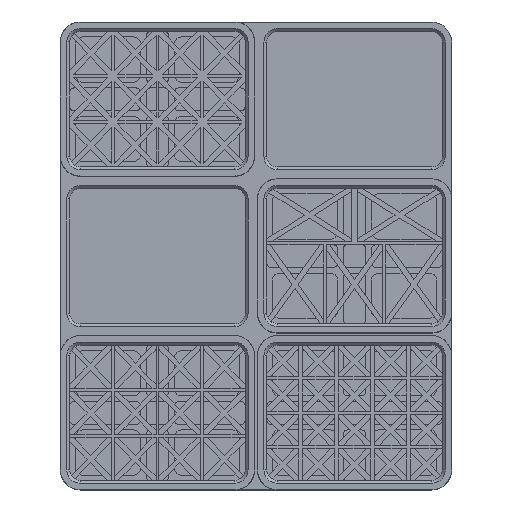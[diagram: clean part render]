
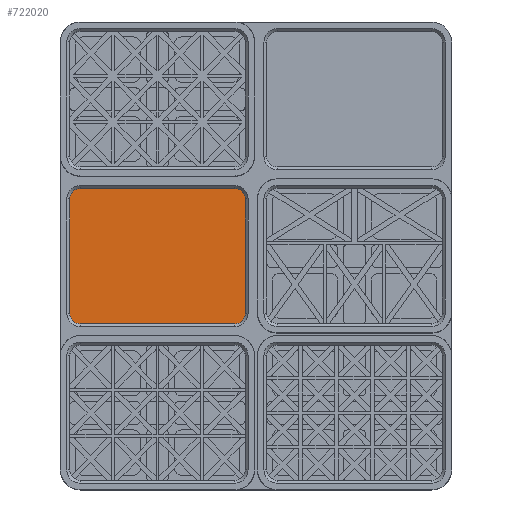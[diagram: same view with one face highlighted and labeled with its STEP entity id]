
A CAD part, top view. The second image highlights one B-rep face of the part: STEP entity #722020.
In plain terms, the highlighted planar face has unit normal (0, 0, 1).
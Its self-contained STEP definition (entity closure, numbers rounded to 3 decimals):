
#707460=CARTESIAN_POINT('',(-77.1,-18.2,-4.8));
#707470=VERTEX_POINT('',#707460);
#707500=CARTESIAN_POINT('',(-77.1,-61.4,-4.8));
#707510=DIRECTION('',(0.,1.,0.));
#707520=VECTOR('',#707510,1.);
#707530=LINE('',#707500,#707520);
#707540=CARTESIAN_POINT('',(-77.1,-58.6,-4.8));
#707550=VERTEX_POINT('',#707540);
#707560=EDGE_CURVE('',#707550,#707470,#707530,.T.);
#721250=CARTESIAN_POINT('',(-73.4,-58.6,-4.8));
#721260=DIRECTION('',(0.,0.,-1.));
#721270=DIRECTION('',(-1.,0.,0.));
#721280=AXIS2_PLACEMENT_3D('',#721250,#721260,#721270);
#721290=CIRCLE('',#721280,3.7);
#721300=CARTESIAN_POINT('',(-73.4,-62.3,-4.8));
#721310=VERTEX_POINT('',#721300);
#721320=EDGE_CURVE('',#721310,#707550,#721290,.T.);
#721440=CARTESIAN_POINT('',(-46.1,-63.95,-4.8));
#721450=DIRECTION('',(-0.,-0.,-1.));
#721460=DIRECTION('',(0.,-1.,0.));
#721470=AXIS2_PLACEMENT_3D('',#721440,#721450,#721460);
#721480=PLANE('',#721470);
#721490=CARTESIAN_POINT('',(-63.6,-14.5,-4.8));
#721500=DIRECTION('',(1.,0.,0.));
#721510=VECTOR('',#721500,1.);
#721520=LINE('',#721490,#721510);
#721530=CARTESIAN_POINT('',(-73.4,-14.5,-4.8));
#721540=VERTEX_POINT('',#721530);
#721550=CARTESIAN_POINT('',(-18.8,-14.5,-4.8));
#721560=VERTEX_POINT('',#721550);
#721570=EDGE_CURVE('',#721540,#721560,#721520,.T.);
#721580=ORIENTED_EDGE('',*,*,#721570,.F.);
#721590=CARTESIAN_POINT('',(-18.8,-18.2,-4.8));
#721600=DIRECTION('',(0.,0.,-1.));
#721610=DIRECTION('',(1.,0.,-0.));
#721620=AXIS2_PLACEMENT_3D('',#721590,#721600,#721610);
#721630=CIRCLE('',#721620,3.7);
#721640=CARTESIAN_POINT('',(-15.1,-18.2,-4.8));
#721650=VERTEX_POINT('',#721640);
#721660=EDGE_CURVE('',#721560,#721650,#721630,.T.);
#721670=ORIENTED_EDGE('',*,*,#721660,.F.);
#721680=CARTESIAN_POINT('',(-15.1,-61.4,-4.8));
#721690=DIRECTION('',(0.,-1.,0.));
#721700=VECTOR('',#721690,1.);
#721710=LINE('',#721680,#721700);
#721720=CARTESIAN_POINT('',(-15.1,-58.6,-4.8));
#721730=VERTEX_POINT('',#721720);
#721740=EDGE_CURVE('',#721650,#721730,#721710,.T.);
#721750=ORIENTED_EDGE('',*,*,#721740,.F.);
#721760=CARTESIAN_POINT('',(-18.8,-58.6,-4.8));
#721770=DIRECTION('',(0.,0.,-1.));
#721780=DIRECTION('',(1.,0.,-0.));
#721790=AXIS2_PLACEMENT_3D('',#721760,#721770,#721780);
#721800=CIRCLE('',#721790,3.7);
#721810=CARTESIAN_POINT('',(-18.8,-62.3,-4.8));
#721820=VERTEX_POINT('',#721810);
#721830=EDGE_CURVE('',#721730,#721820,#721800,.T.);
#721840=ORIENTED_EDGE('',*,*,#721830,.F.);
#721850=CARTESIAN_POINT('',(-63.6,-62.3,-4.8));
#721860=DIRECTION('',(-1.,0.,0.));
#721870=VECTOR('',#721860,1.);
#721880=LINE('',#721850,#721870);
#721890=EDGE_CURVE('',#721820,#721310,#721880,.T.);
#721900=ORIENTED_EDGE('',*,*,#721890,.F.);
#721910=ORIENTED_EDGE('',*,*,#721320,.F.);
#721920=ORIENTED_EDGE('',*,*,#707560,.F.);
#721930=CARTESIAN_POINT('',(-73.4,-18.2,-4.8));
#721940=DIRECTION('',(0.,0.,-1.));
#721950=DIRECTION('',(-1.,0.,0.));
#721960=AXIS2_PLACEMENT_3D('',#721930,#721940,#721950);
#721970=CIRCLE('',#721960,3.7);
#721980=EDGE_CURVE('',#707470,#721540,#721970,.T.);
#721990=ORIENTED_EDGE('',*,*,#721980,.F.);
#722000=EDGE_LOOP('',(#721990,#721920,#721910,#721900,#721840,#721750,
#721670,#721580));
#722010=FACE_OUTER_BOUND('',#722000,.T.);
#722020=ADVANCED_FACE('',(#722010),#721480,.F.);
